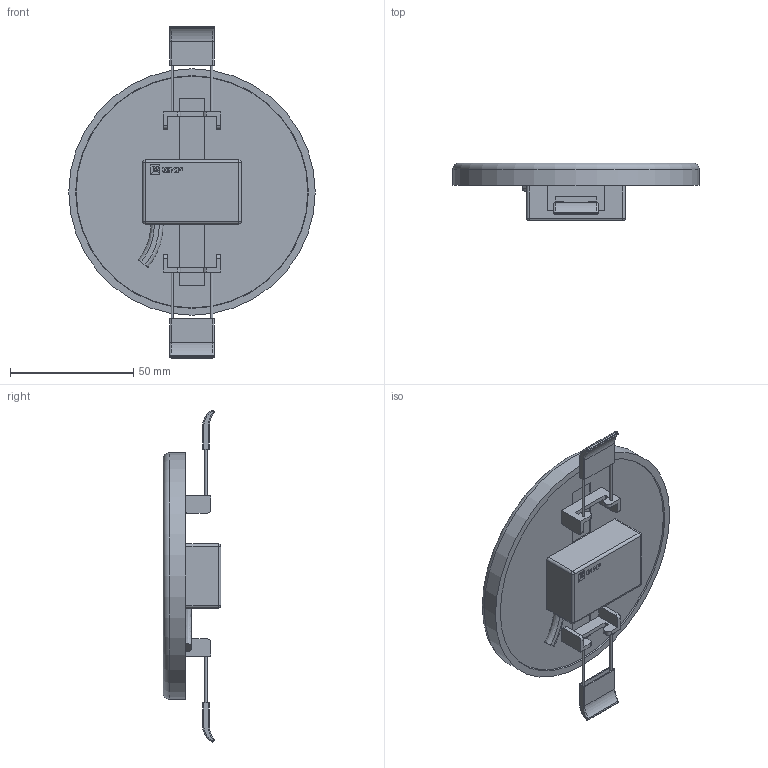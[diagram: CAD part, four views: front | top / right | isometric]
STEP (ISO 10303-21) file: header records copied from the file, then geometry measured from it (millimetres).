
FILE_DESCRIPTION (( 'STEP AP214' ), '1' );
FILE_NAME ('ÄÂÎ 1001 6Âò 2700K IP20 EKF Basic (DLL-1001(1002-1003)-6-2700(4000-6500)).STEP', '2022-09-12T12:42:05', ( '' ), ( '' ), 'SwSTEP 2.0', 'SolidWorks 2021', '' );
FILE_SCHEMA (( 'AUTOMOTIVE_DESIGN' ));
Length unit declared in the file: millimetre
Products named in the file (1): ÄÂÎ 1001 6Âò 2700K IP20 EKF Basic (DLL-1001(1002-1003)-6-2700(4000-6500))
Bounding box: 100 x 23.4 x 134.75 mm (x, y, z)
Volume: 20911.1 mm3; surface area: 47669.5 mm2
Topology: 9 solids, 9 shells, 201 faces, 542 edges, 362 vertices
Faces by surface type: plane 101, cylinder 68, sphere 16, torus 13, bspline 2, cone 1
Full cylindrical faces by diameter (mm): 1 x6, 80 x2, 93 x1, 94 x1, 94.4 x1, 100 x1
Entity records: 6767 total; most frequent: CARTESIAN_POINT 1254, DIRECTION 1026, ORIENTED_EDGE 1024, EDGE_CURVE 512, VERTEX_POINT 360, AXIS2_PLACEMENT_3D 358, LINE 310, VECTOR 310
